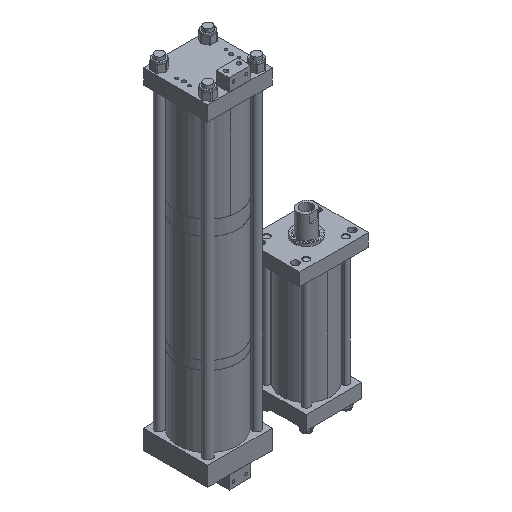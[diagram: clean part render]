
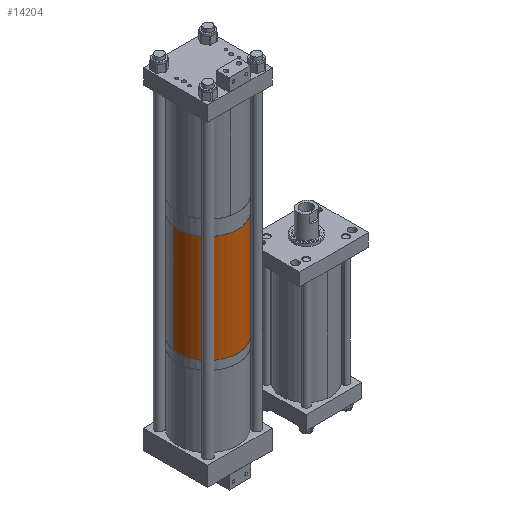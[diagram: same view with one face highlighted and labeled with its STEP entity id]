
A CAD part, isometric view. The second image highlights one B-rep face of the part: STEP entity #14204.
In plain terms, the highlighted cylindrical face has radius 88.9 mm (diameter 177.8 mm), a partial arc.
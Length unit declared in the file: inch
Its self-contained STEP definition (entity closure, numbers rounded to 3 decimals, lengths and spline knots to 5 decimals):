
#164 = CIRCLE ( 'NONE', #13885, 3.5 ) ;
#380 = CIRCLE ( 'NONE', #3431, 3.5 ) ;
#720 = CARTESIAN_POINT ( 'NONE',  ( 0., 0., 12.535 ) ) ;
#863 = ORIENTED_EDGE ( 'NONE', *, *, #12136, .T. ) ;
#1218 = VECTOR ( 'NONE', #4349, 39.37008 ) ;
#1655 = LINE ( 'NONE', #9884, #1218 ) ;
#2008 = DIRECTION ( 'NONE',  ( 0., 0., 1. ) ) ;
#2459 = EDGE_CURVE ( 'NONE', #17833, #10094, #1655, .T. ) ;
#2774 = ORIENTED_EDGE ( 'NONE', *, *, #12683, .F. ) ;
#3387 = CARTESIAN_POINT ( 'NONE',  ( -3.5, 0., 0. ) ) ;
#3431 = AXIS2_PLACEMENT_3D ( 'NONE', #10934, #6392, #17673 ) ;
#3435 = DIRECTION ( 'NONE',  ( 1., 0., 0. ) ) ;
#3774 = VERTEX_POINT ( 'NONE', #5960 ) ;
#3864 = FACE_OUTER_BOUND ( 'NONE', #6380, .T. ) ;
#4349 = DIRECTION ( 'NONE',  ( 0., 0., -1. ) ) ;
#5789 = VECTOR ( 'NONE', #17263, 39.37008 ) ;
#5960 = CARTESIAN_POINT ( 'NONE',  ( -3.5, 0., 12.535 ) ) ;
#5975 = DIRECTION ( 'NONE',  ( -1., 0., 0. ) ) ;
#6380 = EDGE_LOOP ( 'NONE', ( #14377, #2774, #14933, #863 ) ) ;
#6392 = DIRECTION ( 'NONE',  ( 0., 0., 1. ) ) ;
#8262 = EDGE_CURVE ( 'NONE', #3774, #12995, #13322, .T. ) ;
#9230 = CARTESIAN_POINT ( 'NONE',  ( 3.5, 0., 12.535 ) ) ;
#9884 = CARTESIAN_POINT ( 'NONE',  ( 3.5, 0., 12.535 ) ) ;
#10094 = VERTEX_POINT ( 'NONE', #13796 ) ;
#10353 = CARTESIAN_POINT ( 'NONE',  ( -3.5, 0., 12.535 ) ) ;
#10907 = CARTESIAN_POINT ( 'NONE',  ( 0., 0., 12.535 ) ) ;
#10934 = CARTESIAN_POINT ( 'NONE',  ( 0., 0., 0. ) ) ;
#12136 = EDGE_CURVE ( 'NONE', #12995, #10094, #380, .T. ) ;
#12528 = CYLINDRICAL_SURFACE ( 'NONE', #14598, 3.5 ) ;
#12683 = EDGE_CURVE ( 'NONE', #3774, #17833, #164, .T. ) ;
#12995 = VERTEX_POINT ( 'NONE', #3387 ) ;
#13322 = LINE ( 'NONE', #10353, #5789 ) ;
#13796 = CARTESIAN_POINT ( 'NONE',  ( 3.5, 0., 0. ) ) ;
#13885 = AXIS2_PLACEMENT_3D ( 'NONE', #720, #2008, #3435 ) ;
#14204 = ADVANCED_FACE ( 'NONE', ( #3864 ), #12528, .T. ) ;
#14377 = ORIENTED_EDGE ( 'NONE', *, *, #2459, .F. ) ;
#14598 = AXIS2_PLACEMENT_3D ( 'NONE', #10907, #16537, #5975 ) ;
#14933 = ORIENTED_EDGE ( 'NONE', *, *, #8262, .T. ) ;
#16537 = DIRECTION ( 'NONE',  ( 0., 0., -1. ) ) ;
#17263 = DIRECTION ( 'NONE',  ( 0., 0., -1. ) ) ;
#17673 = DIRECTION ( 'NONE',  ( 1., 0., 0. ) ) ;
#17833 = VERTEX_POINT ( 'NONE', #9230 ) ;
